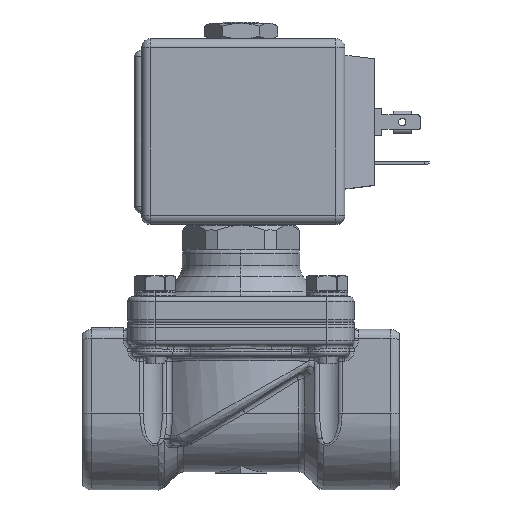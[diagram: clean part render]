
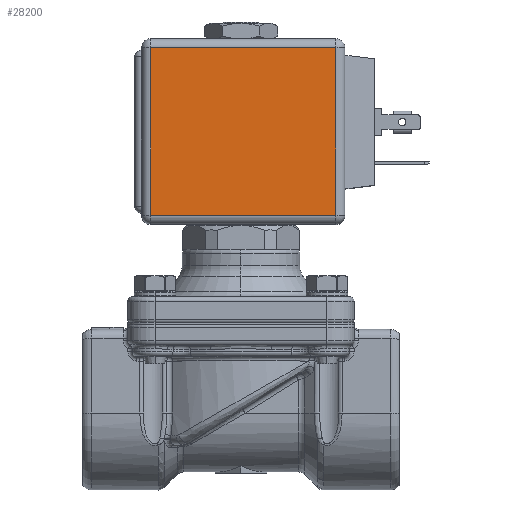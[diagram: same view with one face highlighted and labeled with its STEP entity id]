
A CAD part, top view. The second image highlights one B-rep face of the part: STEP entity #28200.
In plain terms, the highlighted face is planar.
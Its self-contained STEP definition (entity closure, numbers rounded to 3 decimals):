
#27339=DIRECTION('',(0.,0.,-1.));
#27340=VECTOR('',#27339,37.);
#27341=CARTESIAN_POINT('',(-20.,-50.,17.25));
#27342=LINE('',#27341,#27340);
#27497=DIRECTION('',(-1.,0.,0.));
#27498=VECTOR('',#27497,41.);
#27499=CARTESIAN_POINT('',(21.,-50.,17.25));
#27500=LINE('',#27499,#27498);
#27535=DIRECTION('',(0.,0.,1.));
#27536=VECTOR('',#27535,37.);
#27537=CARTESIAN_POINT('',(21.,-50.,-19.75));
#27538=LINE('',#27537,#27536);
#27641=DIRECTION('',(1.,0.,0.));
#27642=VECTOR('',#27641,41.);
#27643=CARTESIAN_POINT('',(-20.,-50.,-19.75));
#27644=LINE('',#27643,#27642);
#28073=CARTESIAN_POINT('',(-20.,-50.,17.25));
#28074=CARTESIAN_POINT('',(-20.,-50.,-19.75));
#28075=VERTEX_POINT('',#28073);
#28076=VERTEX_POINT('',#28074);
#28077=CARTESIAN_POINT('',(21.,-50.,-19.75));
#28078=VERTEX_POINT('',#28077);
#28079=CARTESIAN_POINT('',(21.,-50.,17.25));
#28080=VERTEX_POINT('',#28079);
#28185=CARTESIAN_POINT('',(0.5,-50.,-1.25));
#28186=DIRECTION('',(0.,1.,0.));
#28187=DIRECTION('',(-1.,0.,0.));
#28188=AXIS2_PLACEMENT_3D('',#28185,#28186,#28187);
#28189=PLANE('',#28188);
#28191=ORIENTED_EDGE('',*,*,#28190,.T.);
#28193=ORIENTED_EDGE('',*,*,#28192,.T.);
#28195=ORIENTED_EDGE('',*,*,#28194,.T.);
#28197=ORIENTED_EDGE('',*,*,#28196,.T.);
#28198=EDGE_LOOP('',(#28191,#28193,#28195,#28197));
#28199=FACE_OUTER_BOUND('',#28198,.F.);
#28200=ADVANCED_FACE('',(#28199),#28189,.T.);
#28190=EDGE_CURVE('',#28075,#28076,#27342,.T.);
#28192=EDGE_CURVE('',#28076,#28078,#27644,.T.);
#28194=EDGE_CURVE('',#28078,#28080,#27538,.T.);
#28196=EDGE_CURVE('',#28080,#28075,#27500,.T.);
